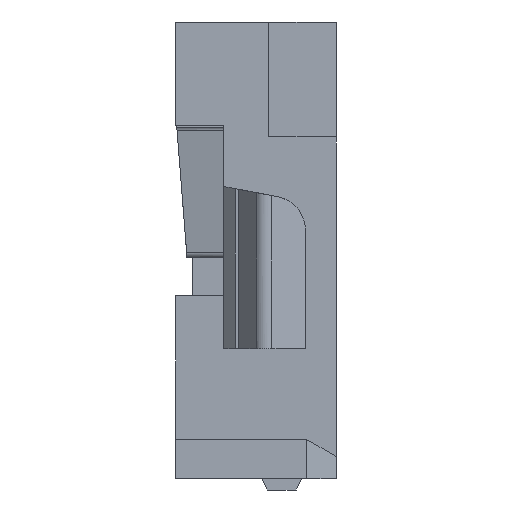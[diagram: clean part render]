
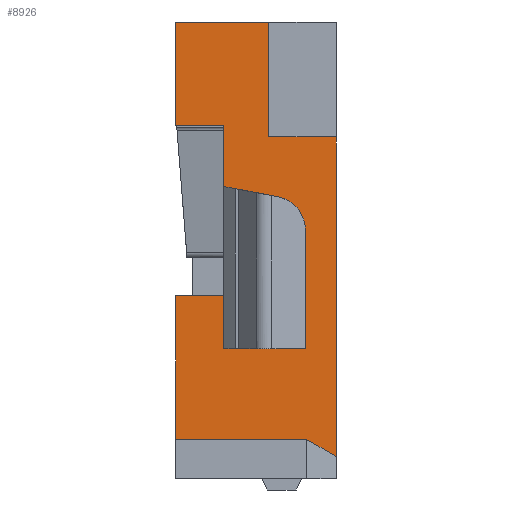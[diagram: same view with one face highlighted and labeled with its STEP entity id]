
A CAD part, left-side view. The second image highlights one B-rep face of the part: STEP entity #8926.
In plain terms, the highlighted planar face has unit normal (-1, 0, 0).
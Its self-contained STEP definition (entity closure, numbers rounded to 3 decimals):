
#105=DIRECTION('',(0.,0.,1.));
#106=VECTOR('',#105,1.25);
#107=CARTESIAN_POINT('',(-4.25,0.7,-0.9));
#108=LINE('',#107,#106);
#281=DIRECTION('',(0.,0.,1.));
#282=VECTOR('',#281,0.9);
#283=CARTESIAN_POINT('',(-4.25,0.7,1.83));
#284=LINE('',#283,#282);
#766=DIRECTION('',(0.,-1.,0.));
#767=VECTOR('',#766,0.81);
#768=CARTESIAN_POINT('',(-4.25,0.7,2.73));
#769=LINE('',#768,#767);
#1022=DIRECTION('',(0.,-1.,0.));
#1023=VECTOR('',#1022,0.42);
#1024=CARTESIAN_POINT('',(-4.25,0.7,1.83));
#1025=LINE('',#1024,#1023);
#1026=DIRECTION('',(0.,0.,-1.));
#1027=VECTOR('',#1026,1.);
#1028=CARTESIAN_POINT('',(-4.25,-0.11,2.73));
#1029=LINE('',#1028,#1027);
#1030=DIRECTION('',(0.,1.,0.));
#1031=VECTOR('',#1030,0.59);
#1032=CARTESIAN_POINT('',(-4.25,-0.7,1.73));
#1033=LINE('',#1032,#1031);
#1034=DIRECTION('',(0.,0.,-1.));
#1035=VECTOR('',#1034,2.78);
#1036=CARTESIAN_POINT('',(-4.25,-0.7,1.73));
#1037=LINE('',#1036,#1035);
#1038=DIRECTION('',(0.,-0.866,-0.5));
#1039=VECTOR('',#1038,0.3);
#1040=CARTESIAN_POINT('',(-4.25,-0.44,-0.9));
#1041=LINE('',#1040,#1039);
#1042=DIRECTION('',(0.,-1.,0.));
#1043=VECTOR('',#1042,1.14);
#1044=CARTESIAN_POINT('',(-4.25,0.7,-0.9));
#1045=LINE('',#1044,#1043);
#1046=DIRECTION('',(0.,-1.,0.));
#1047=VECTOR('',#1046,0.42);
#1048=CARTESIAN_POINT('',(-4.25,0.7,0.35));
#1049=LINE('',#1048,#1047);
#1050=DIRECTION('',(0.,0.,1.));
#1051=VECTOR('',#1050,0.46);
#1052=CARTESIAN_POINT('',(-4.25,0.28,-0.11));
#1053=LINE('',#1052,#1051);
#1054=DIRECTION('',(0.,-1.,0.));
#1055=VECTOR('',#1054,0.71);
#1056=CARTESIAN_POINT('',(-4.25,0.28,-0.11));
#1057=LINE('',#1056,#1055);
#1058=DIRECTION('',(0.,0.,1.));
#1059=VECTOR('',#1058,1.027);
#1060=CARTESIAN_POINT('',(-4.25,-0.43,-0.11));
#1061=LINE('',#1060,#1059);
#1062=CARTESIAN_POINT('',(-4.25,-0.13,0.917));
#1063=DIRECTION('',(-1.,0.,0.));
#1064=DIRECTION('',(0.,-1.,0.));
#1065=AXIS2_PLACEMENT_3D('',#1062,#1063,#1064);
#1067=DIRECTION('',(0.,0.982,0.187));
#1068=VECTOR('',#1067,0.474);
#1069=CARTESIAN_POINT('',(-4.25,-0.186,1.211));
#1070=LINE('',#1069,#1068);
#1071=DIRECTION('',(0.,0.,1.));
#1072=VECTOR('',#1071,0.53);
#1073=CARTESIAN_POINT('',(-4.25,0.28,1.3));
#1074=LINE('',#1073,#1072);
#5927=CARTESIAN_POINT('',(-4.25,0.7,-0.9));
#5928=VERTEX_POINT('',#5927);
#5929=CARTESIAN_POINT('',(-4.25,0.7,2.73));
#5931=VERTEX_POINT('',#5929);
#5955=CARTESIAN_POINT('',(-4.25,-0.7,1.73));
#5956=CARTESIAN_POINT('',(-4.25,-0.11,1.73));
#5957=VERTEX_POINT('',#5955);
#5958=VERTEX_POINT('',#5956);
#5959=CARTESIAN_POINT('',(-4.25,-0.11,2.73));
#5960=VERTEX_POINT('',#5959);
#5991=CARTESIAN_POINT('',(-4.25,0.28,-0.11));
#5992=CARTESIAN_POINT('',(-4.25,-0.43,-0.11));
#5993=VERTEX_POINT('',#5991);
#5994=VERTEX_POINT('',#5992);
#6075=CARTESIAN_POINT('',(-4.25,0.7,1.83));
#6076=CARTESIAN_POINT('',(-4.25,0.28,1.83));
#6077=VERTEX_POINT('',#6075);
#6078=VERTEX_POINT('',#6076);
#6079=CARTESIAN_POINT('',(-4.25,0.7,0.35));
#6080=CARTESIAN_POINT('',(-4.25,0.28,0.35));
#6081=VERTEX_POINT('',#6079);
#6082=VERTEX_POINT('',#6080);
#6781=CARTESIAN_POINT('',(-4.25,-0.44,-0.9));
#6782=VERTEX_POINT('',#6781);
#6783=CARTESIAN_POINT('',(-4.25,-0.7,-1.05));
#6784=VERTEX_POINT('',#6783);
#7027=CARTESIAN_POINT('',(-4.25,-0.43,0.917));
#7028=VERTEX_POINT('',#7027);
#7029=CARTESIAN_POINT('',(-4.25,-0.186,1.211));
#7030=VERTEX_POINT('',#7029);
#7143=CARTESIAN_POINT('',(-4.25,0.28,1.3));
#7144=VERTEX_POINT('',#7143);
#8892=CARTESIAN_POINT('',(-4.25,0.7,-0.9));
#8893=DIRECTION('',(-1.,0.,0.));
#8894=DIRECTION('',(0.,0.,1.));
#8895=AXIS2_PLACEMENT_3D('',#8892,#8893,#8894);
#8896=PLANE('',#8895);
#8897=ORIENTED_EDGE('',*,*,#8174,.F.);
#8898=ORIENTED_EDGE('',*,*,#7846,.T.);
#8899=ORIENTED_EDGE('',*,*,#8721,.T.);
#8901=ORIENTED_EDGE('',*,*,#8900,.T.);
#8902=ORIENTED_EDGE('',*,*,#8867,.F.);
#8904=ORIENTED_EDGE('',*,*,#8903,.T.);
#8906=ORIENTED_EDGE('',*,*,#8905,.F.);
#8908=ORIENTED_EDGE('',*,*,#8907,.F.);
#8909=ORIENTED_EDGE('',*,*,#7802,.T.);
#8911=ORIENTED_EDGE('',*,*,#8910,.T.);
#8913=ORIENTED_EDGE('',*,*,#8912,.F.);
#8915=ORIENTED_EDGE('',*,*,#8914,.T.);
#8917=ORIENTED_EDGE('',*,*,#8916,.T.);
#8919=ORIENTED_EDGE('',*,*,#8918,.T.);
#8921=ORIENTED_EDGE('',*,*,#8920,.T.);
#8923=ORIENTED_EDGE('',*,*,#8922,.T.);
#8924=EDGE_LOOP('',(#8897,#8898,#8899,#8901,#8902,#8904,#8906,#8908,#8909,#8911,
#8913,#8915,#8917,#8919,#8921,#8923));
#8925=FACE_OUTER_BOUND('',#8924,.F.);
#8926=ADVANCED_FACE('',(#8925),#8896,.T.);
#1066=CIRCLE('',#1065,0.3);
#7802=EDGE_CURVE('',#5928,#6081,#108,.T.);
#7846=EDGE_CURVE('',#6077,#5931,#284,.T.);
#8174=EDGE_CURVE('',#6077,#6078,#1025,.T.);
#8721=EDGE_CURVE('',#5931,#5960,#769,.T.);
#8867=EDGE_CURVE('',#5957,#5958,#1033,.T.);
#8900=EDGE_CURVE('',#5960,#5958,#1029,.T.);
#8903=EDGE_CURVE('',#5957,#6784,#1037,.T.);
#8905=EDGE_CURVE('',#6782,#6784,#1041,.T.);
#8907=EDGE_CURVE('',#5928,#6782,#1045,.T.);
#8910=EDGE_CURVE('',#6081,#6082,#1049,.T.);
#8912=EDGE_CURVE('',#5993,#6082,#1053,.T.);
#8914=EDGE_CURVE('',#5993,#5994,#1057,.T.);
#8916=EDGE_CURVE('',#5994,#7028,#1061,.T.);
#8918=EDGE_CURVE('',#7028,#7030,#1066,.T.);
#8920=EDGE_CURVE('',#7030,#7144,#1070,.T.);
#8922=EDGE_CURVE('',#7144,#6078,#1074,.T.);
